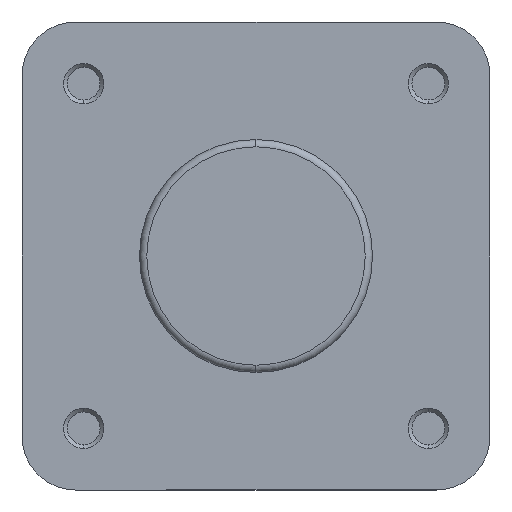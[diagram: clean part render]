
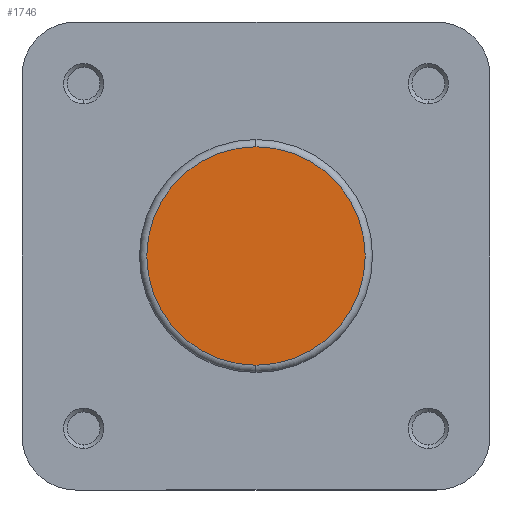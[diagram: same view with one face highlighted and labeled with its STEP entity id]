
A CAD part, left-side view. The second image highlights one B-rep face of the part: STEP entity #1746.
In plain terms, the highlighted planar face has unit normal (-1, 0, 0).
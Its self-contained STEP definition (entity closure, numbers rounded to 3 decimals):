
#90 = FACE_OUTER_BOUND ( 'NONE', #4418, .T. ) ;
#967 = CARTESIAN_POINT ( 'NONE',  ( 0., 0., 0. ) ) ;
#968 = DIRECTION ( 'NONE',  ( -1., 0., 0. ) ) ;
#969 = DIRECTION ( 'NONE',  ( 0., 0., -1. ) ) ;
#1192 = CARTESIAN_POINT ( 'NONE',  ( 0., 0., 0. ) ) ;
#1198 = DIRECTION ( 'NONE',  ( -1., 0., 0. ) ) ;
#1199 = DIRECTION ( 'NONE',  ( 0., 0., -1. ) ) ;
#1746 = ADVANCED_FACE ( 'NONE', ( #90 ), #2322, .F. ) ;
#2035 = VERTEX_POINT ( 'NONE', #3181 ) ;
#2036 = VERTEX_POINT ( 'NONE', #3182 ) ;
#2264 = CARTESIAN_POINT ( 'NONE',  ( 0., 23.9, 0. ) ) ;
#2322 = PLANE ( 'NONE',  #3862 ) ;
#2342 = DIRECTION ( 'NONE',  ( 1., 0., 0. ) ) ;
#2343 = DIRECTION ( 'NONE',  ( 0., 0., -1. ) ) ;
#3181 = CARTESIAN_POINT ( 'NONE',  ( 0., 0., 22.4 ) ) ;
#3182 = CARTESIAN_POINT ( 'NONE',  ( 0., 0., -22.4 ) ) ;
#3710 = EDGE_CURVE ( 'NONE', #2036, #2035, #6180, .T. ) ;
#3808 = EDGE_CURVE ( 'NONE', #2035, #2036, #6338, .T. ) ;
#3862 = AXIS2_PLACEMENT_3D ( 'NONE', #2264, #2342, #2343 ) ;
#4261 = AXIS2_PLACEMENT_3D ( 'NONE', #967, #968, #969 ) ;
#4301 = AXIS2_PLACEMENT_3D ( 'NONE', #1192, #1198, #1199 ) ;
#4418 = EDGE_LOOP ( 'NONE', ( #4742, #4741 ) ) ;
#4741 = ORIENTED_EDGE ( 'NONE', *, *, #3808, .T. ) ;
#4742 = ORIENTED_EDGE ( 'NONE', *, *, #3710, .T. ) ;
#6180 = CIRCLE ( 'NONE', #4261, 22.4 ) ;
#6338 = CIRCLE ( 'NONE', #4301, 22.4 ) ;
